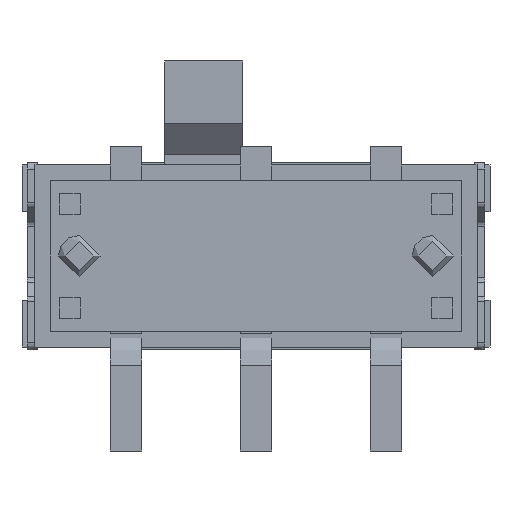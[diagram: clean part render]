
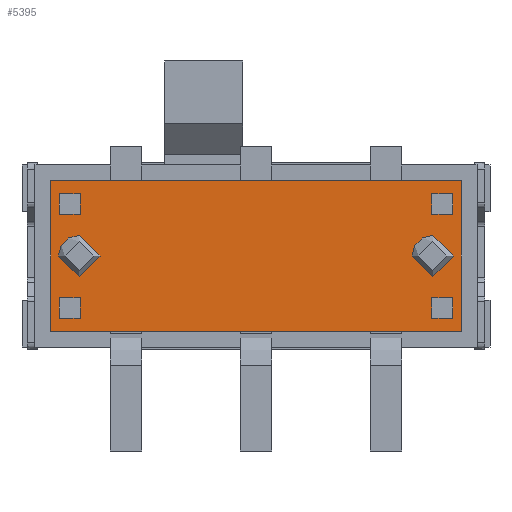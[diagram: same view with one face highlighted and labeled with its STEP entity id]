
A CAD part, front view. The second image highlights one B-rep face of the part: STEP entity #5395.
In plain terms, the highlighted planar face has unit normal (0, -1, 0).
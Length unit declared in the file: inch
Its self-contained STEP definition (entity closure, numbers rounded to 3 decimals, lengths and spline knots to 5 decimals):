
#119=FACE_BOUND('',#529,.T.);
#120=FACE_BOUND('',#530,.T.);
#121=FACE_BOUND('',#531,.T.);
#122=FACE_BOUND('',#532,.T.);
#123=FACE_BOUND('',#533,.T.);
#124=FACE_BOUND('',#534,.T.);
#131=CIRCLE('',#5713,0.0126);
#132=CIRCLE('',#5714,0.0126);
#225=FACE_OUTER_BOUND('',#528,.T.);
#528=EDGE_LOOP('',(#3528,#3529,#3530,#3531));
#529=EDGE_LOOP('',(#3532));
#530=EDGE_LOOP('',(#3533));
#531=EDGE_LOOP('',(#3534,#3535,#3536,#3537));
#532=EDGE_LOOP('',(#3538,#3539,#3540,#3541));
#533=EDGE_LOOP('',(#3542,#3543,#3544,#3545));
#534=EDGE_LOOP('',(#3546,#3547,#3548,#3549));
#843=LINE('',#7532,#1520);
#844=LINE('',#7534,#1521);
#845=LINE('',#7536,#1522);
#846=LINE('',#7537,#1523);
#847=LINE('',#7544,#1524);
#848=LINE('',#7546,#1525);
#849=LINE('',#7548,#1526);
#850=LINE('',#7549,#1527);
#851=LINE('',#7552,#1528);
#852=LINE('',#7554,#1529);
#853=LINE('',#7556,#1530);
#854=LINE('',#7557,#1531);
#855=LINE('',#7560,#1532);
#856=LINE('',#7562,#1533);
#857=LINE('',#7564,#1534);
#858=LINE('',#7565,#1535);
#859=LINE('',#7568,#1536);
#860=LINE('',#7570,#1537);
#861=LINE('',#7572,#1538);
#862=LINE('',#7573,#1539);
#1520=VECTOR('',#6095,0.09134);
#1521=VECTOR('',#6096,0.24882);
#1522=VECTOR('',#6097,0.09134);
#1523=VECTOR('',#6098,0.24882);
#1524=VECTOR('',#6103,0.0126);
#1525=VECTOR('',#6104,0.0126);
#1526=VECTOR('',#6105,0.0126);
#1527=VECTOR('',#6106,0.0126);
#1528=VECTOR('',#6107,0.0126);
#1529=VECTOR('',#6108,0.0126);
#1530=VECTOR('',#6109,0.0126);
#1531=VECTOR('',#6110,0.0126);
#1532=VECTOR('',#6111,0.0126);
#1533=VECTOR('',#6112,0.0126);
#1534=VECTOR('',#6113,0.0126);
#1535=VECTOR('',#6114,0.0126);
#1536=VECTOR('',#6115,0.0126);
#1537=VECTOR('',#6116,0.0126);
#1538=VECTOR('',#6117,0.0126);
#1539=VECTOR('',#6118,0.0126);
#2197=VERTEX_POINT('',#7530);
#2198=VERTEX_POINT('',#7531);
#2199=VERTEX_POINT('',#7533);
#2200=VERTEX_POINT('',#7535);
#2201=VERTEX_POINT('',#7538);
#2202=VERTEX_POINT('',#7540);
#2203=VERTEX_POINT('',#7542);
#2204=VERTEX_POINT('',#7543);
#2205=VERTEX_POINT('',#7545);
#2206=VERTEX_POINT('',#7547);
#2207=VERTEX_POINT('',#7550);
#2208=VERTEX_POINT('',#7551);
#2209=VERTEX_POINT('',#7553);
#2210=VERTEX_POINT('',#7555);
#2211=VERTEX_POINT('',#7558);
#2212=VERTEX_POINT('',#7559);
#2213=VERTEX_POINT('',#7561);
#2214=VERTEX_POINT('',#7563);
#2215=VERTEX_POINT('',#7566);
#2216=VERTEX_POINT('',#7567);
#2217=VERTEX_POINT('',#7569);
#2218=VERTEX_POINT('',#7571);
#2715=EDGE_CURVE('',#2197,#2198,#843,.T.);
#2716=EDGE_CURVE('',#2199,#2197,#844,.T.);
#2717=EDGE_CURVE('',#2200,#2199,#845,.T.);
#2718=EDGE_CURVE('',#2198,#2200,#846,.T.);
#2719=EDGE_CURVE('',#2201,#2201,#131,.T.);
#2720=EDGE_CURVE('',#2202,#2202,#132,.T.);
#2721=EDGE_CURVE('',#2203,#2204,#847,.T.);
#2722=EDGE_CURVE('',#2205,#2203,#848,.T.);
#2723=EDGE_CURVE('',#2206,#2205,#849,.T.);
#2724=EDGE_CURVE('',#2204,#2206,#850,.T.);
#2725=EDGE_CURVE('',#2207,#2208,#851,.T.);
#2726=EDGE_CURVE('',#2209,#2207,#852,.T.);
#2727=EDGE_CURVE('',#2210,#2209,#853,.T.);
#2728=EDGE_CURVE('',#2208,#2210,#854,.T.);
#2729=EDGE_CURVE('',#2211,#2212,#855,.T.);
#2730=EDGE_CURVE('',#2213,#2211,#856,.T.);
#2731=EDGE_CURVE('',#2214,#2213,#857,.T.);
#2732=EDGE_CURVE('',#2212,#2214,#858,.T.);
#2733=EDGE_CURVE('',#2215,#2216,#859,.T.);
#2734=EDGE_CURVE('',#2217,#2215,#860,.T.);
#2735=EDGE_CURVE('',#2218,#2217,#861,.T.);
#2736=EDGE_CURVE('',#2216,#2218,#862,.T.);
#3528=ORIENTED_EDGE('',*,*,#2715,.F.);
#3529=ORIENTED_EDGE('',*,*,#2716,.F.);
#3530=ORIENTED_EDGE('',*,*,#2717,.F.);
#3531=ORIENTED_EDGE('',*,*,#2718,.F.);
#3532=ORIENTED_EDGE('',*,*,#2719,.F.);
#3533=ORIENTED_EDGE('',*,*,#2720,.F.);
#3534=ORIENTED_EDGE('',*,*,#2721,.F.);
#3535=ORIENTED_EDGE('',*,*,#2722,.F.);
#3536=ORIENTED_EDGE('',*,*,#2723,.F.);
#3537=ORIENTED_EDGE('',*,*,#2724,.F.);
#3538=ORIENTED_EDGE('',*,*,#2725,.F.);
#3539=ORIENTED_EDGE('',*,*,#2726,.F.);
#3540=ORIENTED_EDGE('',*,*,#2727,.F.);
#3541=ORIENTED_EDGE('',*,*,#2728,.F.);
#3542=ORIENTED_EDGE('',*,*,#2729,.F.);
#3543=ORIENTED_EDGE('',*,*,#2730,.F.);
#3544=ORIENTED_EDGE('',*,*,#2731,.F.);
#3545=ORIENTED_EDGE('',*,*,#2732,.F.);
#3546=ORIENTED_EDGE('',*,*,#2733,.F.);
#3547=ORIENTED_EDGE('',*,*,#2734,.F.);
#3548=ORIENTED_EDGE('',*,*,#2735,.F.);
#3549=ORIENTED_EDGE('',*,*,#2736,.F.);
#5154=PLANE('',#5712);
#5395=ADVANCED_FACE('',(#225,#119,#120,#121,#122,#123,#124),#5154,.F.);
#5712=AXIS2_PLACEMENT_3D('',#7529,#6093,#6094);
#5713=AXIS2_PLACEMENT_3D('',#7539,#6099,#6100);
#5714=AXIS2_PLACEMENT_3D('',#7541,#6101,#6102);
#6093=DIRECTION('center_axis',(0.,1.,0.));
#6094=DIRECTION('ref_axis',(1.,0.,0.));
#6095=DIRECTION('',(0.,0.,-1.));
#6096=DIRECTION('',(1.,0.,0.));
#6097=DIRECTION('',(0.,0.,1.));
#6098=DIRECTION('',(-1.,0.,0.));
#6099=DIRECTION('center_axis',(0.,-1.,0.));
#6100=DIRECTION('ref_axis',(1.,0.,0.));
#6101=DIRECTION('center_axis',(0.,-1.,0.));
#6102=DIRECTION('ref_axis',(1.,0.,0.));
#6103=DIRECTION('',(-1.,0.,0.));
#6104=DIRECTION('',(0.,0.,1.));
#6105=DIRECTION('',(1.,0.,0.));
#6106=DIRECTION('',(0.,0.,-1.));
#6107=DIRECTION('',(0.,0.,-1.));
#6108=DIRECTION('',(-1.,0.,0.));
#6109=DIRECTION('',(0.,0.,1.));
#6110=DIRECTION('',(1.,0.,0.));
#6111=DIRECTION('',(0.,0.,1.));
#6112=DIRECTION('',(1.,0.,0.));
#6113=DIRECTION('',(0.,0.,-1.));
#6114=DIRECTION('',(-1.,0.,0.));
#6115=DIRECTION('',(1.,0.,0.));
#6116=DIRECTION('',(0.,0.,-1.));
#6117=DIRECTION('',(-1.,0.,0.));
#6118=DIRECTION('',(0.,0.,1.));
#7529=CARTESIAN_POINT('Origin',(-0.00236,0.00469,0.01142));
#7530=CARTESIAN_POINT('',(0.12205,0.00469,0.05709));
#7531=CARTESIAN_POINT('',(0.12205,0.00469,-0.03425));
#7532=CARTESIAN_POINT('',(0.12205,0.00469,0.05709));
#7533=CARTESIAN_POINT('',(-0.12677,0.00469,0.05709));
#7534=CARTESIAN_POINT('',(-0.12677,0.00469,0.05709));
#7535=CARTESIAN_POINT('',(-0.12677,0.00469,-0.03425));
#7536=CARTESIAN_POINT('',(-0.12677,0.00469,-0.03425));
#7537=CARTESIAN_POINT('',(0.12205,0.00469,-0.03425));
#7538=CARTESIAN_POINT('',(0.09213,0.00469,0.01142));
#7539=CARTESIAN_POINT('Origin',(0.10472,0.00469,0.01142));
#7540=CARTESIAN_POINT('',(-0.12205,0.00469,0.01142));
#7541=CARTESIAN_POINT('Origin',(-0.10945,0.00469,0.01142));
#7542=CARTESIAN_POINT('',(-0.10882,0.00469,-0.01378));
#7543=CARTESIAN_POINT('',(-0.12142,0.00469,-0.01378));
#7544=CARTESIAN_POINT('',(-0.10882,0.00469,-0.01378));
#7545=CARTESIAN_POINT('',(-0.10882,0.00469,-0.02638));
#7546=CARTESIAN_POINT('',(-0.10882,0.00469,-0.02638));
#7547=CARTESIAN_POINT('',(-0.12142,0.00469,-0.02638));
#7548=CARTESIAN_POINT('',(-0.12142,0.00469,-0.02638));
#7549=CARTESIAN_POINT('',(-0.12142,0.00469,-0.01378));
#7550=CARTESIAN_POINT('',(0.10409,0.00469,-0.01378));
#7551=CARTESIAN_POINT('',(0.10409,0.00469,-0.02638));
#7552=CARTESIAN_POINT('',(0.10409,0.00469,-0.01378));
#7553=CARTESIAN_POINT('',(0.11669,0.00469,-0.01378));
#7554=CARTESIAN_POINT('',(0.11669,0.00469,-0.01378));
#7555=CARTESIAN_POINT('',(0.11669,0.00469,-0.02638));
#7556=CARTESIAN_POINT('',(0.11669,0.00469,-0.02638));
#7557=CARTESIAN_POINT('',(0.10409,0.00469,-0.02638));
#7558=CARTESIAN_POINT('',(-0.10882,0.00469,0.03661));
#7559=CARTESIAN_POINT('',(-0.10882,0.00469,0.04921));
#7560=CARTESIAN_POINT('',(-0.10882,0.00469,0.03661));
#7561=CARTESIAN_POINT('',(-0.12142,0.00469,0.03661));
#7562=CARTESIAN_POINT('',(-0.12142,0.00469,0.03661));
#7563=CARTESIAN_POINT('',(-0.12142,0.00469,0.04921));
#7564=CARTESIAN_POINT('',(-0.12142,0.00469,0.04921));
#7565=CARTESIAN_POINT('',(-0.10882,0.00469,0.04921));
#7566=CARTESIAN_POINT('',(0.10409,0.00469,0.03661));
#7567=CARTESIAN_POINT('',(0.11669,0.00469,0.03661));
#7568=CARTESIAN_POINT('',(0.10409,0.00469,0.03661));
#7569=CARTESIAN_POINT('',(0.10409,0.00469,0.04921));
#7570=CARTESIAN_POINT('',(0.10409,0.00469,0.04921));
#7571=CARTESIAN_POINT('',(0.11669,0.00469,0.04921));
#7572=CARTESIAN_POINT('',(0.11669,0.00469,0.04921));
#7573=CARTESIAN_POINT('',(0.11669,0.00469,0.03661));
